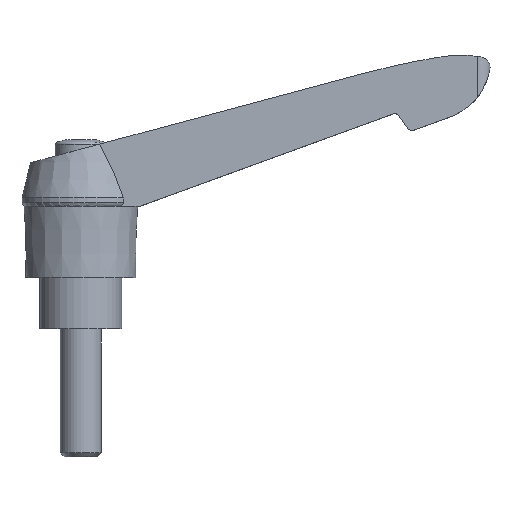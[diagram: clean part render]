
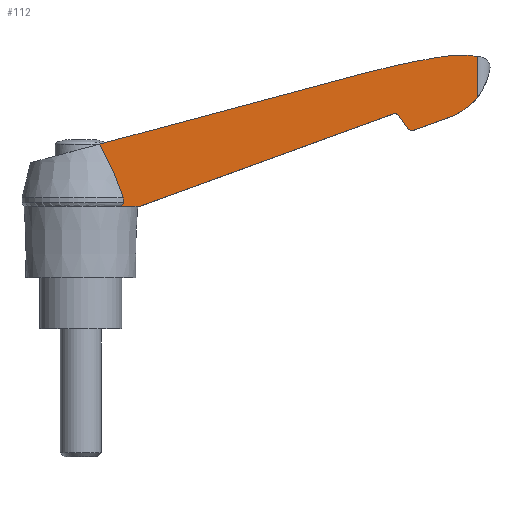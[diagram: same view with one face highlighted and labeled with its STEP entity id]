
A CAD part, top view. The second image highlights one B-rep face of the part: STEP entity #112.
In plain terms, the highlighted planar face has unit normal (0.034, 0, 0.999).
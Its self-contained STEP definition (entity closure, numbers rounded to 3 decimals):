
#112 = ADVANCED_FACE( '', ( #299 ), #300, .F. );
#299 = FACE_OUTER_BOUND( '', #568, .T. );
#300 = PLANE( '', #569 );
#568 = EDGE_LOOP( '', ( #842, #843, #844, #845, #846, #847, #848, #849, #850, #851, #852, #853, #854, #855, #856 ) );
#569 = AXIS2_PLACEMENT_3D( '', #857, #858, #859 );
#842 = ORIENTED_EDGE( '', *, *, #1616, .F. );
#843 = ORIENTED_EDGE( '', *, *, #1617, .T. );
#844 = ORIENTED_EDGE( '', *, *, #1618, .F. );
#845 = ORIENTED_EDGE( '', *, *, #1619, .F. );
#846 = ORIENTED_EDGE( '', *, *, #1620, .T. );
#847 = ORIENTED_EDGE( '', *, *, #1621, .F. );
#848 = ORIENTED_EDGE( '', *, *, #1622, .F. );
#849 = ORIENTED_EDGE( '', *, *, #1623, .F. );
#850 = ORIENTED_EDGE( '', *, *, #1624, .F. );
#851 = ORIENTED_EDGE( '', *, *, #1625, .F. );
#852 = ORIENTED_EDGE( '', *, *, #1626, .F. );
#853 = ORIENTED_EDGE( '', *, *, #1627, .F. );
#854 = ORIENTED_EDGE( '', *, *, #1628, .F. );
#855 = ORIENTED_EDGE( '', *, *, #1629, .F. );
#856 = ORIENTED_EDGE( '', *, *, #1630, .F. );
#857 = CARTESIAN_POINT( '', ( 0., 58.5, 8.22 ) );
#858 = DIRECTION( '', ( -0.034, 0., -0.999 ) );
#859 = DIRECTION( '', ( -0.999, 0., 0.034 ) );
#1616 = EDGE_CURVE( '', #1931, #1932, #1933, .T. );
#1617 = EDGE_CURVE( '', #1931, #1934, #1935, .T. );
#1618 = EDGE_CURVE( '', #1936, #1934, #1937, .T. );
#1619 = EDGE_CURVE( '', #1938, #1936, #1939, .T. );
#1620 = EDGE_CURVE( '', #1938, #1940, #1941, .T. );
#1621 = EDGE_CURVE( '', #1942, #1940, #1943, .T. );
#1622 = EDGE_CURVE( '', #1944, #1942, #1945, .T. );
#1623 = EDGE_CURVE( '', #1946, #1944, #1947, .T. );
#1624 = EDGE_CURVE( '', #1948, #1946, #1949, .T. );
#1625 = EDGE_CURVE( '', #1950, #1948, #1951, .T. );
#1626 = EDGE_CURVE( '', #1952, #1950, #1953, .T. );
#1627 = EDGE_CURVE( '', #1954, #1952, #1955, .T. );
#1628 = EDGE_CURVE( '', #1956, #1954, #1957, .T. );
#1629 = EDGE_CURVE( '', #1958, #1956, #1959, .T. );
#1630 = EDGE_CURVE( '', #1932, #1958, #1960, .T. );
#1931 = VERTEX_POINT( '', #2395 );
#1932 = VERTEX_POINT( '', #2396 );
#1933 = LINE( '', #2397, #2398 );
#1934 = VERTEX_POINT( '', #2399 );
#1935 = B_SPLINE_CURVE_WITH_KNOTS( '', 3, ( #2400, #2401, #2402, #2403, #2404, #2405 ), .UNSPECIFIED., .F., .F., ( 4, 2, 4 ), ( 0., 0., 0.001 ), .UNSPECIFIED. );
#1936 = VERTEX_POINT( '', #2406 );
#1937 = LINE( '', #2407, #2408 );
#1938 = VERTEX_POINT( '', #2409 );
#1939 = LINE( '', #2410, #2411 );
#1940 = VERTEX_POINT( '', #2412 );
#1941 = ELLIPSE( '', #2413, 0.8, 0.8 );
#1942 = VERTEX_POINT( '', #2414 );
#1943 = LINE( '', #2415, #2416 );
#1944 = VERTEX_POINT( '', #2417 );
#1945 = ELLIPSE( '', #2418, 1.201, 1.2 );
#1946 = VERTEX_POINT( '', #2419 );
#1947 = LINE( '', #2420, #2421 );
#1948 = VERTEX_POINT( '', #2422 );
#1949 = ELLIPSE( '', #2423, 12.007, 12. );
#1950 = VERTEX_POINT( '', #2424 );
#1951 = LINE( '', #2425, #2426 );
#1952 = VERTEX_POINT( '', #2427 );
#1953 = ELLIPSE( '', #2428, 36.021, 36. );
#1954 = VERTEX_POINT( '', #2429 );
#1955 = ELLIPSE( '', #2430, 30.017, 30. );
#1956 = VERTEX_POINT( '', #2431 );
#1957 = ELLIPSE( '', #2432, 157.091, 157. );
#1958 = VERTEX_POINT( '', #2433 );
#1959 = LINE( '', #2434, #2435 );
#1960 = B_SPLINE_CURVE_WITH_KNOTS( '', 3, ( #2436, #2437, #2438, #2439, #2440, #2441, #2442, #2443, #2444, #2445 ), .UNSPECIFIED., .F., .F., ( 4, 2, 2, 2, 4 ), ( 0., 0.006, 0.009, 0.01, 0.012 ), .UNSPECIFIED. );
#2395 = CARTESIAN_POINT( '', ( 8.322, 24.664, 7.937 ) );
#2396 = CARTESIAN_POINT( '', ( 8.322, 25.6, 7.937 ) );
#2397 = CARTESIAN_POINT( '', ( 8.322, 72.299, 7.937 ) );
#2398 = VECTOR( '', #3104, 1000. );
#2399 = CARTESIAN_POINT( '', ( 7.764, 24., 7.956 ) );
#2400 = CARTESIAN_POINT( '', ( 8.322, 24.664, 7.937 ) );
#2401 = CARTESIAN_POINT( '', ( 8.276, 24.522, 7.938 ) );
#2402 = CARTESIAN_POINT( '', ( 8.2, 24.396, 7.941 ) );
#2403 = CARTESIAN_POINT( '', ( 8.005, 24.172, 7.947 ) );
#2404 = CARTESIAN_POINT( '', ( 7.89, 24.079, 7.951 ) );
#2405 = CARTESIAN_POINT( '', ( 7.764, 24., 7.956 ) );
#2406 = CARTESIAN_POINT( '', ( 11.6, 24., 7.825 ) );
#2407 = CARTESIAN_POINT( '', ( -0.111, 24., 8.223 ) );
#2408 = VECTOR( '', #3105, 1000. );
#2409 = CARTESIAN_POINT( '', ( 61.169, 42.042, 6.14 ) );
#2410 = CARTESIAN_POINT( '', ( 11.49, 23.96, 7.829 ) );
#2411 = VECTOR( '', #3106, 1000. );
#2412 = CARTESIAN_POINT( '', ( 62.1, 41.746, 6.109 ) );
#2413 = AXIS2_PLACEMENT_3D( '', #3107, #3108, #3109 );
#2414 = CARTESIAN_POINT( '', ( 63.777, 39.333, 6.051 ) );
#2415 = CARTESIAN_POINT( '', ( 62.04, 41.832, 6.111 ) );
#2416 = VECTOR( '', #3110, 1000. );
#2417 = CARTESIAN_POINT( '', ( 65.173, 38.89, 6.004 ) );
#2418 = AXIS2_PLACEMENT_3D( '', #3111, #3112, #3113 );
#2419 = CARTESIAN_POINT( '', ( 73., 41.739, 5.738 ) );
#2420 = CARTESIAN_POINT( '', ( 65.008, 38.83, 6.01 ) );
#2421 = VECTOR( '', #3114, 1000. );
#2422 = CARTESIAN_POINT( '', ( 77.585, 45.336, 5.582 ) );
#2423 = AXIS2_PLACEMENT_3D( '', #3115, #3116, #3117 );
#2424 = CARTESIAN_POINT( '', ( 77.585, 53.244, 5.582 ) );
#2425 = CARTESIAN_POINT( '', ( 77.585, 58.5, 5.582 ) );
#2426 = VECTOR( '', #3118, 1000. );
#2427 = CARTESIAN_POINT( '', ( 74.8, 53.5, 5.677 ) );
#2428 = AXIS2_PLACEMENT_3D( '', #3119, #3120, #3121 );
#2429 = CARTESIAN_POINT( '', ( 69.3, 53., 5.864 ) );
#2430 = AXIS2_PLACEMENT_3D( '', #3122, #3123, #3124 );
#2431 = CARTESIAN_POINT( '', ( 56.5, 50.262, 6.299 ) );
#2432 = AXIS2_PLACEMENT_3D( '', #3125, #3126, #3127 );
#2433 = CARTESIAN_POINT( '', ( 3.725, 36.121, 8.093 ) );
#2434 = CARTESIAN_POINT( '', ( 56.335, 50.217, 6.304 ) );
#2435 = VECTOR( '', #3128, 1000. );
#2436 = CARTESIAN_POINT( '', ( 8.322, 25.6, 7.937 ) );
#2437 = CARTESIAN_POINT( '', ( 7.686, 27.409, 7.958 ) );
#2438 = CARTESIAN_POINT( '', ( 7.019, 29.207, 7.981 ) );
#2439 = CARTESIAN_POINT( '', ( 5.912, 31.861, 8.019 ) );
#2440 = CARTESIAN_POINT( '', ( 5.526, 32.738, 8.032 ) );
#2441 = CARTESIAN_POINT( '', ( 4.898, 34.032, 8.053 ) );
#2442 = CARTESIAN_POINT( '', ( 4.68, 34.459, 8.06 ) );
#2443 = CARTESIAN_POINT( '', ( 4.223, 35.301, 8.076 ) );
#2444 = CARTESIAN_POINT( '', ( 3.982, 35.717, 8.084 ) );
#2445 = CARTESIAN_POINT( '', ( 3.725, 36.121, 8.093 ) );
#3104 = DIRECTION( '', ( 0., 1., 0. ) );
#3105 = DIRECTION( '', ( -0.999, 0., 0.034 ) );
#3106 = DIRECTION( '', ( -0.939, -0.342, 0.032 ) );
#3107 = CARTESIAN_POINT( '', ( 61.443, 41.29, 6.131 ) );
#3108 = DIRECTION( '', ( -0.034, 0., -0.999 ) );
#3109 = DIRECTION( '', ( 0.999, 0., -0.034 ) );
#3110 = DIRECTION( '', ( -0.571, 0.821, 0.019 ) );
#3111 = CARTESIAN_POINT( '', ( 64.762, 40.018, 6.018 ) );
#3112 = DIRECTION( '', ( -0.034, 0., -0.999 ) );
#3113 = DIRECTION( '', ( 0.999, 0., -0.034 ) );
#3114 = DIRECTION( '', ( -0.939, -0.342, 0.032 ) );
#3115 = CARTESIAN_POINT( '', ( 68.107, 52.696, 5.904 ) );
#3116 = DIRECTION( '', ( -0.034, 0., -0.999 ) );
#3117 = DIRECTION( '', ( 0.999, 0., -0.034 ) );
#3118 = DIRECTION( '', ( 0., -1., 0. ) );
#3119 = CARTESIAN_POINT( '', ( 72.905, 17.55, 5.741 ) );
#3120 = DIRECTION( '', ( -0.034, 0., -0.999 ) );
#3121 = DIRECTION( '', ( 0.999, 0., -0.034 ) );
#3122 = CARTESIAN_POINT( '', ( 74.755, 23.5, 5.678 ) );
#3123 = DIRECTION( '', ( -0.034, 0., -0.999 ) );
#3124 = DIRECTION( '', ( 0.999, 0., -0.034 ) );
#3125 = CARTESIAN_POINT( '', ( 95.717, -101.762, 4.966 ) );
#3126 = DIRECTION( '', ( -0.034, 0., -0.999 ) );
#3127 = DIRECTION( '', ( 0.999, 0., -0.034 ) );
#3128 = DIRECTION( '', ( 0.965, 0.259, -0.033 ) );
